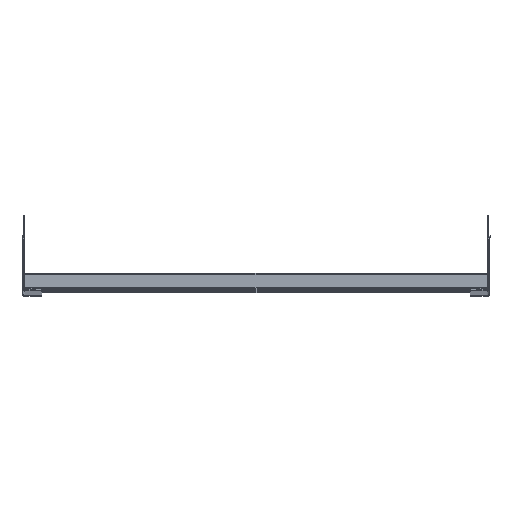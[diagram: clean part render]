
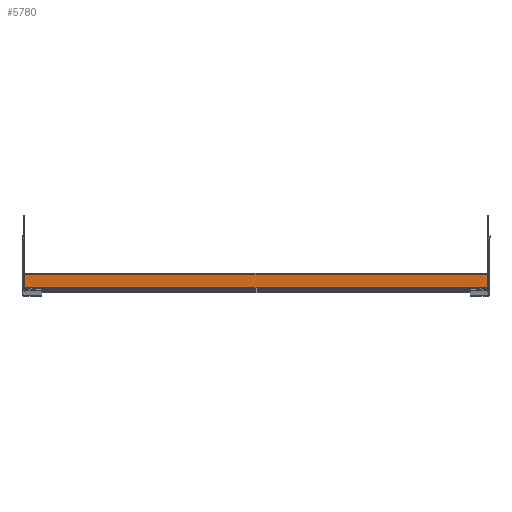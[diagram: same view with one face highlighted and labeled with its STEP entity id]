
A CAD part, top view. The second image highlights one B-rep face of the part: STEP entity #5780.
In plain terms, the highlighted planar face has unit normal (0, 0, 1).
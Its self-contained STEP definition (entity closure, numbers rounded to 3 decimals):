
#20 = CARTESIAN_POINT ( 'NONE',  ( 1., -19.309, 1377.21 ) ) ;
#22 = DIRECTION ( 'NONE',  ( -1., 0., 0. ) ) ;
#46 = CARTESIAN_POINT ( 'NONE',  ( 1., -3.309, 1377.21 ) ) ;
#48 = DIRECTION ( 'NONE',  ( -1., 0., 0. ) ) ;
#50 = CARTESIAN_POINT ( 'NONE',  ( -496., -19.309, 1377.21 ) ) ;
#51 = DIRECTION ( 'NONE',  ( 0., 1., 0. ) ) ;
#52 = CARTESIAN_POINT ( 'NONE',  ( 1., -19.309, 1377.21 ) ) ;
#53 = DIRECTION ( 'NONE',  ( 1., 0., 0. ) ) ;
#54 = CARTESIAN_POINT ( 'NONE',  ( 1., -19.309, 1377.21 ) ) ;
#55 = DIRECTION ( 'NONE',  ( 0., 1., 0. ) ) ;
#927 = LINE ( 'NONE', #2967, #932 ) ;
#932 = VECTOR ( 'NONE', #2977, 1000. ) ;
#1146 = FACE_OUTER_BOUND ( 'NONE', #8135, .T. ) ;
#2040 = VERTEX_POINT ( 'NONE', #5692 ) ;
#2043 = VERTEX_POINT ( 'NONE', #5695 ) ;
#2882 = EDGE_CURVE ( 'NONE', #2040, #2043, #927, .T. ) ;
#2967 = CARTESIAN_POINT ( 'NONE',  ( 1., -19.309, 1377.21 ) ) ;
#2977 = DIRECTION ( 'NONE',  ( -1., 0., 0. ) ) ;
#3885 = CARTESIAN_POINT ( 'NONE',  ( 1., -19.309, 1377.21 ) ) ;
#3896 = PLANE ( 'NONE',  #5573 ) ;
#3898 = DIRECTION ( 'NONE',  ( 0., 0., 1. ) ) ;
#3899 = DIRECTION ( 'NONE',  ( 0., -1., 0. ) ) ;
#4761 = LINE ( 'NONE', #10740, #4782 ) ;
#4781 = LINE ( 'NONE', #10763, #4784 ) ;
#4782 = VECTOR ( 'NONE', #10762, 1000. ) ;
#4784 = VECTOR ( 'NONE', #10765, 1000. ) ;
#5573 = AXIS2_PLACEMENT_3D ( 'NONE', #3885, #3898, #3899 ) ;
#5692 = CARTESIAN_POINT ( 'NONE',  ( -10.5, -19.309, 1377.21 ) ) ;
#5695 = CARTESIAN_POINT ( 'NONE',  ( -17.3, -19.309, 1377.21 ) ) ;
#5780 = ADVANCED_FACE ( 'NONE', ( #1146 ), #3896, .T. ) ;
#8135 = EDGE_LOOP ( 'NONE', ( #9395, #9396, #9397, #9398, #9399, #9400, #9401, #9402 ) ) ;
#8376 = VERTEX_POINT ( 'NONE', #10418 ) ;
#8377 = VERTEX_POINT ( 'NONE', #10419 ) ;
#8427 = VERTEX_POINT ( 'NONE', #10469 ) ;
#8432 = VERTEX_POINT ( 'NONE', #10474 ) ;
#8433 = VERTEX_POINT ( 'NONE', #10475 ) ;
#8435 = VERTEX_POINT ( 'NONE', #10477 ) ;
#8718 = LINE ( 'NONE', #20, #8721 ) ;
#8721 = VECTOR ( 'NONE', #22, 1000. ) ;
#8744 = LINE ( 'NONE', #46, #8747 ) ;
#8747 = VECTOR ( 'NONE', #48, 1000. ) ;
#8748 = LINE ( 'NONE', #50, #8751 ) ;
#8750 = LINE ( 'NONE', #52, #8753 ) ;
#8751 = VECTOR ( 'NONE', #51, 1000. ) ;
#8752 = LINE ( 'NONE', #54, #8755 ) ;
#8753 = VECTOR ( 'NONE', #53, 1000. ) ;
#8755 = VECTOR ( 'NONE', #55, 1000. ) ;
#9395 = ORIENTED_EDGE ( 'NONE', *, *, #9727, .F. ) ;
#9396 = ORIENTED_EDGE ( 'NONE', *, *, #9712, .F. ) ;
#9397 = ORIENTED_EDGE ( 'NONE', *, *, #9728, .T. ) ;
#9398 = ORIENTED_EDGE ( 'NONE', *, *, #9617, .F. ) ;
#9399 = ORIENTED_EDGE ( 'NONE', *, *, #2882, .F. ) ;
#9400 = ORIENTED_EDGE ( 'NONE', *, *, #9616, .F. ) ;
#9401 = ORIENTED_EDGE ( 'NONE', *, *, #9729, .T. ) ;
#9402 = ORIENTED_EDGE ( 'NONE', *, *, #9725, .T. ) ;
#9616 = EDGE_CURVE ( 'NONE', #8377, #2040, #4761, .T. ) ;
#9617 = EDGE_CURVE ( 'NONE', #2043, #8376, #4781, .T. ) ;
#9712 = EDGE_CURVE ( 'NONE', #8427, #8432, #8718, .T. ) ;
#9725 = EDGE_CURVE ( 'NONE', #8433, #8435, #8744, .T. ) ;
#9727 = EDGE_CURVE ( 'NONE', #8432, #8435, #8748, .T. ) ;
#9728 = EDGE_CURVE ( 'NONE', #8427, #8376, #8750, .T. ) ;
#9729 = EDGE_CURVE ( 'NONE', #8377, #8433, #8752, .T. ) ;
#10418 = CARTESIAN_POINT ( 'NONE',  ( -477.7, -19.309, 1377.21 ) ) ;
#10419 = CARTESIAN_POINT ( 'NONE',  ( 1., -19.309, 1377.21 ) ) ;
#10469 = CARTESIAN_POINT ( 'NONE',  ( -484.5, -19.309, 1377.21 ) ) ;
#10474 = CARTESIAN_POINT ( 'NONE',  ( -496., -19.309, 1377.21 ) ) ;
#10475 = CARTESIAN_POINT ( 'NONE',  ( 1., -3.309, 1377.21 ) ) ;
#10477 = CARTESIAN_POINT ( 'NONE',  ( -496., -3.309, 1377.21 ) ) ;
#10740 = CARTESIAN_POINT ( 'NONE',  ( 1., -19.309, 1377.21 ) ) ;
#10762 = DIRECTION ( 'NONE',  ( -1., 0., 0. ) ) ;
#10763 = CARTESIAN_POINT ( 'NONE',  ( 1., -19.309, 1377.21 ) ) ;
#10765 = DIRECTION ( 'NONE',  ( -1., 0., 0. ) ) ;
